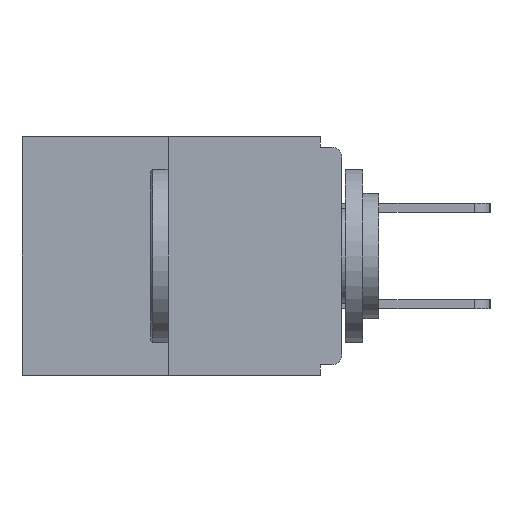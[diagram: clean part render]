
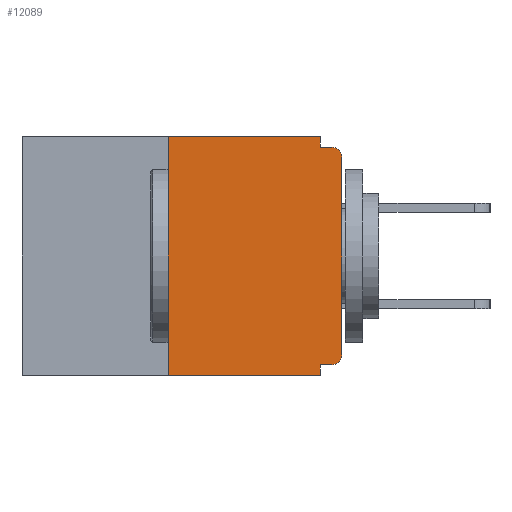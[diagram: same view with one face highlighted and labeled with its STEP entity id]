
A CAD part, left-side view. The second image highlights one B-rep face of the part: STEP entity #12089.
In plain terms, the highlighted planar face has unit normal (-1, 0, 0).
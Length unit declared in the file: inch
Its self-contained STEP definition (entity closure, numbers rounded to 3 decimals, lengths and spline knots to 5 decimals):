
#157 = DIRECTION ( 'NONE',  ( -1., 0., 0. ) ) ;
#194 = LINE ( 'NONE', #10346, #3174 ) ;
#507 = VERTEX_POINT ( 'NONE', #6423 ) ;
#617 = ORIENTED_EDGE ( 'NONE', *, *, #2111, .F. ) ;
#969 = VERTEX_POINT ( 'NONE', #3203 ) ;
#994 = VECTOR ( 'NONE', #9615, 39.37008 ) ;
#1070 = VECTOR ( 'NONE', #16544, 39.37008 ) ;
#1217 = CARTESIAN_POINT ( 'NONE',  ( 0., 0.031, 0. ) ) ;
#2073 = ORIENTED_EDGE ( 'NONE', *, *, #13370, .F. ) ;
#2111 = EDGE_CURVE ( 'NONE', #507, #14517, #11971, .T. ) ;
#2280 = EDGE_CURVE ( 'NONE', #6462, #12374, #3858, .T. ) ;
#2821 = DIRECTION ( 'NONE',  ( 0., 0., -1. ) ) ;
#3174 = VECTOR ( 'NONE', #14349, 39.37008 ) ;
#3203 = CARTESIAN_POINT ( 'NONE',  ( 0., 0., -0.03 ) ) ;
#3237 = VECTOR ( 'NONE', #7513, 39.37008 ) ;
#3423 = CARTESIAN_POINT ( 'NONE',  ( 0., 0.46, 0. ) ) ;
#3774 = EDGE_LOOP ( 'NONE', ( #7863, #13386, #4556, #3885, #10072, #11485, #15712, #16257, #2073, #617 ) ) ;
#3831 = LINE ( 'NONE', #8881, #10643 ) ;
#3858 = LINE ( 'NONE', #6474, #1070 ) ;
#3864 = EDGE_CURVE ( 'NONE', #10860, #969, #6103, .T. ) ;
#3885 = ORIENTED_EDGE ( 'NONE', *, *, #15601, .F. ) ;
#4063 = VECTOR ( 'NONE', #9694, 39.37008 ) ;
#4377 = VERTEX_POINT ( 'NONE', #15471 ) ;
#4556 = ORIENTED_EDGE ( 'NONE', *, *, #9708, .T. ) ;
#4792 = DIRECTION ( 'NONE',  ( 0., 0., 1. ) ) ;
#5072 = LINE ( 'NONE', #9258, #9169 ) ;
#5232 = DIRECTION ( 'NONE',  ( 0., -1., 0. ) ) ;
#5675 = CARTESIAN_POINT ( 'NONE',  ( 0., 0.25, 0. ) ) ;
#6064 = CARTESIAN_POINT ( 'NONE',  ( 0., 0.25, -0.343 ) ) ;
#6103 = LINE ( 'NONE', #14905, #7412 ) ;
#6423 = CARTESIAN_POINT ( 'NONE',  ( 0., 0.031, 0. ) ) ;
#6462 = VERTEX_POINT ( 'NONE', #9833 ) ;
#6474 = CARTESIAN_POINT ( 'NONE',  ( 0., 0., -0.328 ) ) ;
#6875 = PLANE ( 'NONE',  #8244 ) ;
#6879 = CARTESIAN_POINT ( 'NONE',  ( 0., 0.015, -0.313 ) ) ;
#7285 = CARTESIAN_POINT ( 'NONE',  ( 0., 0.031, -0.328 ) ) ;
#7412 = VECTOR ( 'NONE', #17554, 39.37008 ) ;
#7513 = DIRECTION ( 'NONE',  ( 0., -1., 0. ) ) ;
#7692 = CARTESIAN_POINT ( 'NONE',  ( 0., 0., -0.313 ) ) ;
#7802 = CARTESIAN_POINT ( 'NONE',  ( 0., 0.031, -0.343 ) ) ;
#7863 = ORIENTED_EDGE ( 'NONE', *, *, #8814, .F. ) ;
#8244 = AXIS2_PLACEMENT_3D ( 'NONE', #9643, #11022, #2821 ) ;
#8253 = EDGE_CURVE ( 'NONE', #969, #4377, #10456, .T. ) ;
#8625 = EDGE_CURVE ( 'NONE', #11857, #9033, #3831, .T. ) ;
#8814 = EDGE_CURVE ( 'NONE', #9033, #507, #14731, .T. ) ;
#8881 = CARTESIAN_POINT ( 'NONE',  ( 0., 0.25, 0. ) ) ;
#9033 = VERTEX_POINT ( 'NONE', #5675 ) ;
#9169 = VECTOR ( 'NONE', #5232, 39.37008 ) ;
#9258 = CARTESIAN_POINT ( 'NONE',  ( 0., 0., -0.015 ) ) ;
#9547 = CARTESIAN_POINT ( 'NONE',  ( 0., 0.46, -0.343 ) ) ;
#9615 = DIRECTION ( 'NONE',  ( 0., -1., 0. ) ) ;
#9643 = CARTESIAN_POINT ( 'NONE',  ( 0., 0.46, 0. ) ) ;
#9683 = CARTESIAN_POINT ( 'NONE',  ( 0., 0.015, -0.03 ) ) ;
#9694 = DIRECTION ( 'NONE',  ( 0., 0., -1. ) ) ;
#9708 = EDGE_CURVE ( 'NONE', #11857, #12734, #12317, .T. ) ;
#9833 = CARTESIAN_POINT ( 'NONE',  ( 0., 0.015, -0.328 ) ) ;
#10072 = ORIENTED_EDGE ( 'NONE', *, *, #2280, .F. ) ;
#10346 = CARTESIAN_POINT ( 'NONE',  ( 0., 0.031, -0.343 ) ) ;
#10456 = CIRCLE ( 'NONE', #13924, 0.015 ) ;
#10643 = VECTOR ( 'NONE', #4792, 39.37008 ) ;
#10860 = VERTEX_POINT ( 'NONE', #7692 ) ;
#11022 = DIRECTION ( 'NONE',  ( 1., 0., 0. ) ) ;
#11474 = CIRCLE ( 'NONE', #13097, 0.015 ) ;
#11485 = ORIENTED_EDGE ( 'NONE', *, *, #17027, .T. ) ;
#11857 = VERTEX_POINT ( 'NONE', #6064 ) ;
#11971 = LINE ( 'NONE', #1217, #4063 ) ;
#12089 = ADVANCED_FACE ( 'NONE', ( #12643 ), #6875, .F. ) ;
#12317 = LINE ( 'NONE', #9547, #994 ) ;
#12374 = VERTEX_POINT ( 'NONE', #7285 ) ;
#12643 = FACE_OUTER_BOUND ( 'NONE', #3774, .T. ) ;
#12734 = VERTEX_POINT ( 'NONE', #7802 ) ;
#13097 = AXIS2_PLACEMENT_3D ( 'NONE', #6879, #14861, #16396 ) ;
#13370 = EDGE_CURVE ( 'NONE', #14517, #4377, #5072, .T. ) ;
#13386 = ORIENTED_EDGE ( 'NONE', *, *, #8625, .F. ) ;
#13924 = AXIS2_PLACEMENT_3D ( 'NONE', #9683, #157, #15188 ) ;
#14349 = DIRECTION ( 'NONE',  ( 0., 0., -1. ) ) ;
#14517 = VERTEX_POINT ( 'NONE', #15408 ) ;
#14731 = LINE ( 'NONE', #3423, #3237 ) ;
#14861 = DIRECTION ( 'NONE',  ( -1., 0., 0. ) ) ;
#14905 = CARTESIAN_POINT ( 'NONE',  ( 0., 0., 0. ) ) ;
#15188 = DIRECTION ( 'NONE',  ( 0., 0., -1. ) ) ;
#15408 = CARTESIAN_POINT ( 'NONE',  ( 0., 0.031, -0.015 ) ) ;
#15471 = CARTESIAN_POINT ( 'NONE',  ( 0., 0.015, -0.015 ) ) ;
#15601 = EDGE_CURVE ( 'NONE', #12374, #12734, #194, .T. ) ;
#15712 = ORIENTED_EDGE ( 'NONE', *, *, #3864, .T. ) ;
#16257 = ORIENTED_EDGE ( 'NONE', *, *, #8253, .T. ) ;
#16396 = DIRECTION ( 'NONE',  ( 0., 0., -1. ) ) ;
#16544 = DIRECTION ( 'NONE',  ( 0., 1., 0. ) ) ;
#17027 = EDGE_CURVE ( 'NONE', #6462, #10860, #11474, .T. ) ;
#17554 = DIRECTION ( 'NONE',  ( 0., 0., 1. ) ) ;
